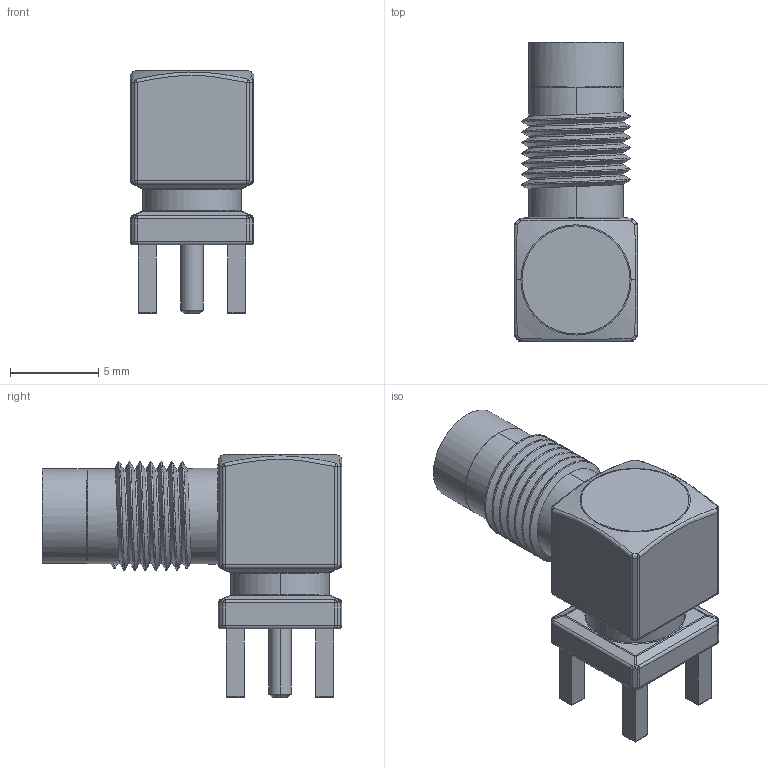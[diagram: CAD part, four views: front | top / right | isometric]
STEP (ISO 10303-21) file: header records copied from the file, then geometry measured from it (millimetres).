
FILE_DESCRIPTION(('FreeCAD Model'),'2;1');
FILE_NAME( 'SMA-angled-long.step', '2018-05-28T15:08:14',('kicad StepUp'),('ksu MCAD'), 'Open CASCADE STEP processor 7.2','FreeCAD','Unknown');
FILE_SCHEMA(('AUTOMOTIVE_DESIGN_CC2 { 1 2 10303 214 -1 1 5 4 }'));
Length unit declared in the file: millimetre
Products named in the file (1): SMA-angled-long
Bounding box: 7 x 17 x 13.8 mm (x, y, z)
Volume: 534.8 mm3; surface area: 923.2 mm2
Topology: 1 solids, 2 shells, 260 faces, 569 edges, 306 vertices
Faces by surface type: cylinder 112, plane 63, sphere 48, bspline 21, torus 12, cone 4
Full cylindrical faces by diameter (mm): 5.39 x1
Entity records: 11824 total; most frequent: CARTESIAN_POINT 4634, DIRECTION 1143, ORIENTED_EDGE 1106, EDGE_CURVE 553, AXIS2_PLACEMENT_3D 451, VERTEX_POINT 306, FACE_BOUND 270, EDGE_LOOP 270
